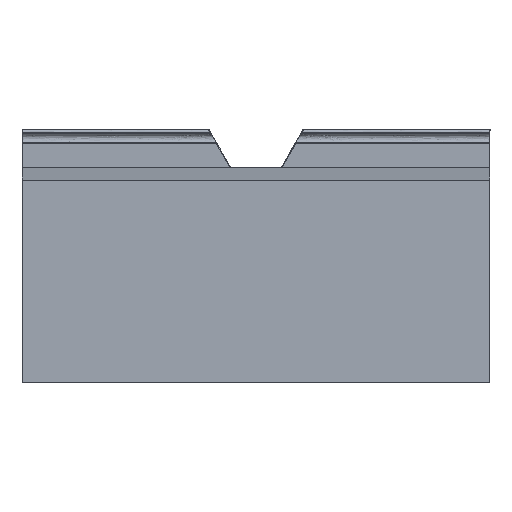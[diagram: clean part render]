
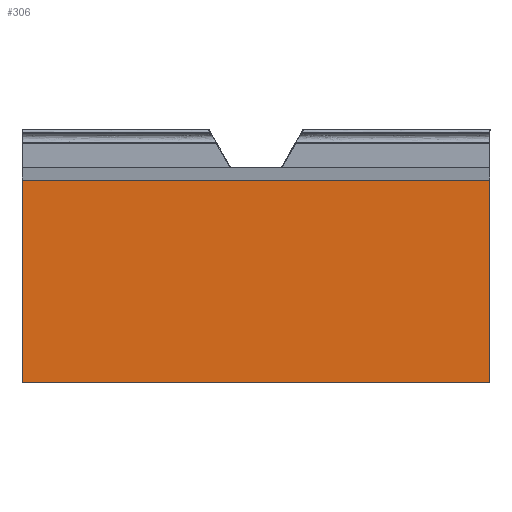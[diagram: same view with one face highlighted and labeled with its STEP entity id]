
A CAD part, front view. The second image highlights one B-rep face of the part: STEP entity #306.
In plain terms, the highlighted free-form (B-spline) face has degree [1, 1] with [2, 2] control points.
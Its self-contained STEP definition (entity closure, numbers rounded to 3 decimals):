
#102 = VERTEX_POINT('',#103);
#103 = CARTESIAN_POINT('',(442.225,0.,-203.184));
#108 = EDGE_CURVE('',#102,#109,#111,.T.);
#109 = VERTEX_POINT('',#110);
#110 = CARTESIAN_POINT('',(0.,0.,-203.184));
#111 = B_SPLINE_CURVE_WITH_KNOTS('',1,(#112,#113),.UNSPECIFIED.,.F.,.F.,
  (2,2),(-0.,370.),.PIECEWISE_BEZIER_KNOTS.);
#112 = CARTESIAN_POINT('',(442.225,0.,-203.184));
#113 = CARTESIAN_POINT('',(0.,0.,-203.184));
#306 = ADVANCED_FACE('',(#307),#329,.F.);
#307 = FACE_BOUND('',#308,.T.);
#308 = EDGE_LOOP('',(#309,#316,#323,#328));
#309 = ORIENTED_EDGE('',*,*,#310,.F.);
#310 = EDGE_CURVE('',#311,#102,#313,.T.);
#311 = VERTEX_POINT('',#312);
#312 = CARTESIAN_POINT('',(442.225,0.,-11.952));
#313 = B_SPLINE_CURVE_WITH_KNOTS('',1,(#314,#315),.UNSPECIFIED.,.F.,.F.,
  (2,2),(10.,170.),.PIECEWISE_BEZIER_KNOTS.);
#314 = CARTESIAN_POINT('',(442.225,0.,-11.952));
#315 = CARTESIAN_POINT('',(442.225,0.,-203.184));
#316 = ORIENTED_EDGE('',*,*,#317,.F.);
#317 = EDGE_CURVE('',#318,#311,#320,.T.);
#318 = VERTEX_POINT('',#319);
#319 = CARTESIAN_POINT('',(0.,0.,-11.952));
#320 = B_SPLINE_CURVE_WITH_KNOTS('',1,(#321,#322),.UNSPECIFIED.,.F.,.F.,
  (2,2),(0.,370.),.PIECEWISE_BEZIER_KNOTS.);
#321 = CARTESIAN_POINT('',(0.,0.,-11.952));
#322 = CARTESIAN_POINT('',(442.225,0.,-11.952));
#323 = ORIENTED_EDGE('',*,*,#324,.T.);
#324 = EDGE_CURVE('',#318,#109,#325,.T.);
#325 = B_SPLINE_CURVE_WITH_KNOTS('',1,(#326,#327),.UNSPECIFIED.,.F.,.F.,
  (2,2),(10.,170.),.PIECEWISE_BEZIER_KNOTS.);
#326 = CARTESIAN_POINT('',(0.,0.,-11.952));
#327 = CARTESIAN_POINT('',(0.,0.,-203.184));
#328 = ORIENTED_EDGE('',*,*,#108,.F.);
#329 = B_SPLINE_SURFACE_WITH_KNOTS('',1,1,(
    (#330,#331)
    ,(#332,#333
    )),.UNSPECIFIED.,.F.,.F.,.F.,(2,2),(2,2),(-170.,-10.),(-370.,0.),
  .PIECEWISE_BEZIER_KNOTS.);
#330 = CARTESIAN_POINT('',(0.,0.,-203.184));
#331 = CARTESIAN_POINT('',(442.225,0.,-203.184));
#332 = CARTESIAN_POINT('',(0.,0.,-11.952));
#333 = CARTESIAN_POINT('',(442.225,0.,-11.952));
